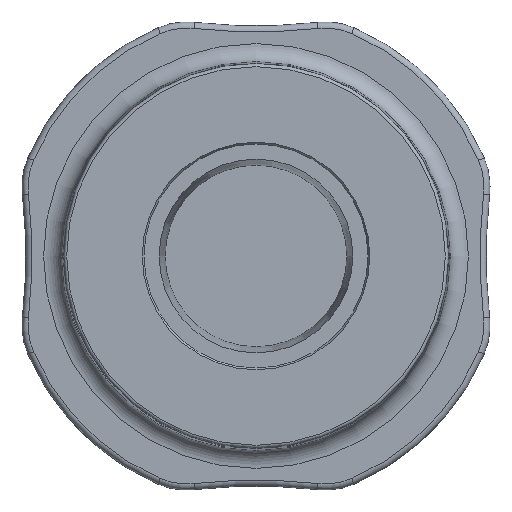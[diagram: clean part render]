
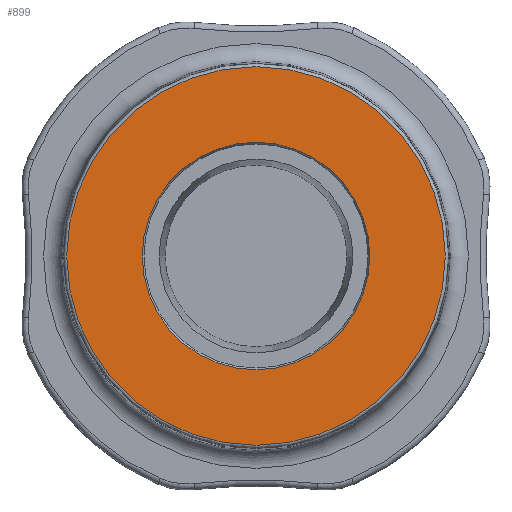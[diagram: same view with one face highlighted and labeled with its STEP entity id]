
A CAD part, left-side view. The second image highlights one B-rep face of the part: STEP entity #899.
In plain terms, the highlighted planar face has unit normal (-1, 0, 0).
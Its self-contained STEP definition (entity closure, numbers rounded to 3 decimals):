
#840=CARTESIAN_POINT('',(-28.5,18.789,0.));
#841=VERTEX_POINT('',#840);
#842=CARTESIAN_POINT('',(-28.5,0.,0.));
#843=DIRECTION('',(-1.0,0.0,0.0));
#844=DIRECTION('',(0.0,1.0,0.0));
#845=AXIS2_PLACEMENT_3D('',#842,#843,#844);
#846=CIRCLE('',#845,18.789);
#847=EDGE_CURVE('',#841,#841,#846,.T.);
#880=CARTESIAN_POINT('',(-28.5,25.269,0.));
#881=DIRECTION('',(-1.0,0.0,0.0));
#882=DIRECTION('',(0.0,0.0,1.0));
#883=AXIS2_PLACEMENT_3D('',#880,#881,#882);
#884=PLANE('',#883);
#885=CARTESIAN_POINT('',(-28.5,31.259,0.));
#886=VERTEX_POINT('',#885);
#887=CARTESIAN_POINT('',(-28.5,0.,0.));
#888=DIRECTION('',(1.0,0.0,0.0));
#889=DIRECTION('',(0.0,-1.0,0.0));
#890=AXIS2_PLACEMENT_3D('',#887,#888,#889);
#891=CIRCLE('',#890,31.259);
#892=EDGE_CURVE('',#886,#886,#891,.T.);
#893=ORIENTED_EDGE('',*,*,#892,.F.);
#894=EDGE_LOOP('',(#893));
#895=FACE_OUTER_BOUND('',#894,.T.);
#896=ORIENTED_EDGE('',*,*,#847,.F.);
#897=EDGE_LOOP('',(#896));
#898=FACE_BOUND('',#897,.T.);
#899=ADVANCED_FACE('',(#895,#898),#884,.T.);
